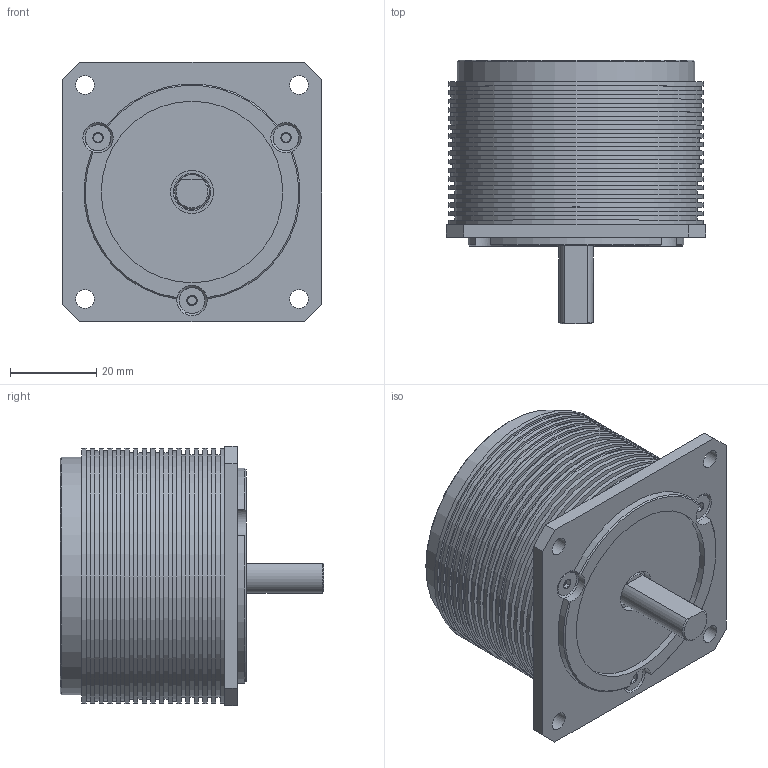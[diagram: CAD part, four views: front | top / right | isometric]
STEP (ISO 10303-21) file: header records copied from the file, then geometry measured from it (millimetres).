
FILE_DESCRIPTION (( 'STEP AP214' ), '1' );
FILE_NAME ('NURIROBOT_BB59_3D.STEP', '2024-01-16T08:59:52', ( '821079794744' ), ( '' ), 'SwSTEP 2.0', 'SolidWorks 2018', '' );
FILE_SCHEMA (( 'AUTOMOTIVE_DESIGN' ));
Length unit declared in the file: millimetre
Products named in the file (1): NURIROBOT_BB59_3D
Bounding box: 60 x 61 x 60 mm (x, y, z)
Volume: 111871.6 mm3; surface area: 22306.7 mm2
Topology: 1 solids, 4 shells, 269 faces, 563 edges, 363 vertices
Faces by surface type: plane 148, cylinder 78, cone 32, bspline 10, torus 1
Full cylindrical faces by diameter (mm): 0.7 x5, 2.5 x9, 3 x3, 4.3 x4, 6 x3, 8 x1, 10 x1, 42 x1, 55 x1, 56 x5, 57.1 x5, 58 x6, 59 x17
Entity records: 9678 total; most frequent: CARTESIAN_POINT 1474, DIRECTION 1148, ORIENTED_EDGE 930, AXIS2_PLACEMENT_3D 475, EDGE_CURVE 465, EDGE_LOOP 410, VERTEX_POINT 337, FACE_OUTER_BOUND 331
